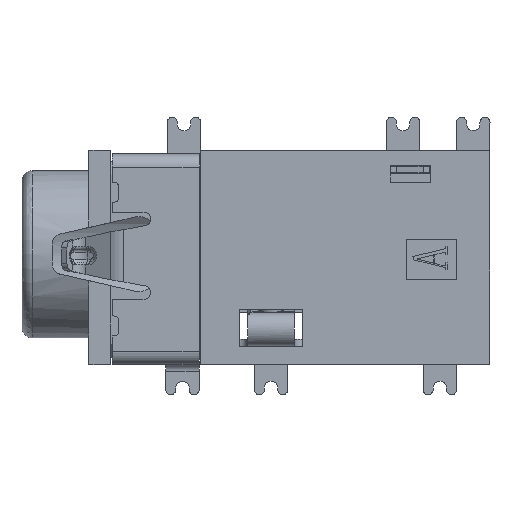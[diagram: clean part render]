
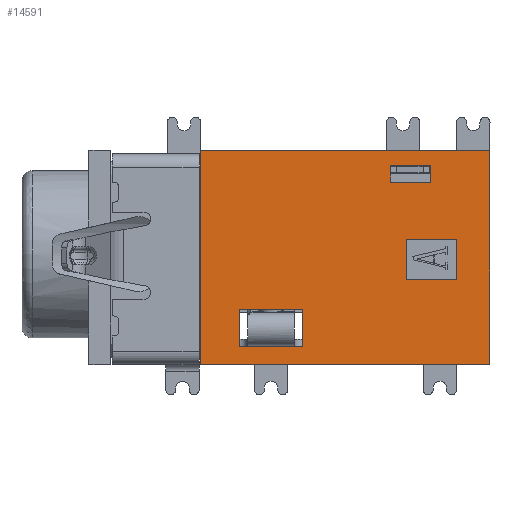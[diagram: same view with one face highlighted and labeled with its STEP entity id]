
A CAD part, top view. The second image highlights one B-rep face of the part: STEP entity #14591.
In plain terms, the highlighted planar face has unit normal (0, 0, 1).
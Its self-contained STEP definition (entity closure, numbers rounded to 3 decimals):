
#94=PLANE('',#15482);
#576=FACE_BOUND('',#4895,.T.);
#577=FACE_BOUND('',#4896,.T.);
#578=FACE_BOUND('',#4897,.T.);
#687=LINE('',#21889,#2280);
#689=LINE('',#21893,#2282);
#691=LINE('',#21897,#2284);
#693=LINE('',#21900,#2286);
#698=LINE('',#21913,#2291);
#699=LINE('',#21915,#2292);
#700=LINE('',#21917,#2293);
#701=LINE('',#21918,#2294);
#702=LINE('',#21921,#2295);
#703=LINE('',#21923,#2296);
#704=LINE('',#21925,#2297);
#705=LINE('',#21926,#2298);
#706=LINE('',#21929,#2299);
#707=LINE('',#21931,#2300);
#708=LINE('',#21933,#2301);
#709=LINE('',#21934,#2302);
#2280=VECTOR('',#16994,1000.);
#2282=VECTOR('',#16998,1000.);
#2284=VECTOR('',#17002,1000.);
#2286=VECTOR('',#17006,1000.);
#2291=VECTOR('',#17015,1000.);
#2292=VECTOR('',#17016,1000.);
#2293=VECTOR('',#17017,1000.);
#2294=VECTOR('',#17018,1000.);
#2295=VECTOR('',#17019,1000.);
#2296=VECTOR('',#17020,1000.);
#2297=VECTOR('',#17021,1000.);
#2298=VECTOR('',#17022,1000.);
#2299=VECTOR('',#17023,1000.);
#2300=VECTOR('',#17024,1000.);
#2301=VECTOR('',#17025,1000.);
#2302=VECTOR('',#17026,1000.);
#4099=FACE_OUTER_BOUND('',#4894,.T.);
#4894=EDGE_LOOP('',(#10303,#10304,#10305,#10306));
#4895=EDGE_LOOP('',(#10307,#10308,#10309,#10310));
#4896=EDGE_LOOP('',(#10311,#10312,#10313,#10314));
#4897=EDGE_LOOP('',(#10315,#10316,#10317,#10318));
#6445=VERTEX_POINT('',#21886);
#6446=VERTEX_POINT('',#21888);
#6447=VERTEX_POINT('',#21892);
#6448=VERTEX_POINT('',#21896);
#6453=VERTEX_POINT('',#21911);
#6454=VERTEX_POINT('',#21912);
#6455=VERTEX_POINT('',#21914);
#6456=VERTEX_POINT('',#21916);
#6457=VERTEX_POINT('',#21919);
#6458=VERTEX_POINT('',#21920);
#6459=VERTEX_POINT('',#21922);
#6460=VERTEX_POINT('',#21924);
#6461=VERTEX_POINT('',#21927);
#6462=VERTEX_POINT('',#21928);
#6463=VERTEX_POINT('',#21930);
#6464=VERTEX_POINT('',#21932);
#7942=EDGE_CURVE('',#6445,#6446,#687,.T.);
#7944=EDGE_CURVE('',#6447,#6446,#689,.T.);
#7946=EDGE_CURVE('',#6448,#6447,#691,.T.);
#7948=EDGE_CURVE('',#6448,#6445,#693,.T.);
#7953=EDGE_CURVE('',#6453,#6454,#698,.T.);
#7954=EDGE_CURVE('',#6455,#6453,#699,.T.);
#7955=EDGE_CURVE('',#6456,#6455,#700,.T.);
#7956=EDGE_CURVE('',#6454,#6456,#701,.T.);
#7957=EDGE_CURVE('',#6457,#6458,#702,.T.);
#7958=EDGE_CURVE('',#6459,#6457,#703,.T.);
#7959=EDGE_CURVE('',#6460,#6459,#704,.T.);
#7960=EDGE_CURVE('',#6458,#6460,#705,.T.);
#7961=EDGE_CURVE('',#6461,#6462,#706,.T.);
#7962=EDGE_CURVE('',#6463,#6462,#707,.T.);
#7963=EDGE_CURVE('',#6464,#6463,#708,.T.);
#7964=EDGE_CURVE('',#6461,#6464,#709,.T.);
#10303=ORIENTED_EDGE('',*,*,#7953,.F.);
#10304=ORIENTED_EDGE('',*,*,#7954,.F.);
#10305=ORIENTED_EDGE('',*,*,#7955,.F.);
#10306=ORIENTED_EDGE('',*,*,#7956,.F.);
#10307=ORIENTED_EDGE('',*,*,#7957,.F.);
#10308=ORIENTED_EDGE('',*,*,#7958,.F.);
#10309=ORIENTED_EDGE('',*,*,#7959,.F.);
#10310=ORIENTED_EDGE('',*,*,#7960,.F.);
#10311=ORIENTED_EDGE('',*,*,#7961,.T.);
#10312=ORIENTED_EDGE('',*,*,#7962,.F.);
#10313=ORIENTED_EDGE('',*,*,#7963,.F.);
#10314=ORIENTED_EDGE('',*,*,#7964,.F.);
#10315=ORIENTED_EDGE('',*,*,#7946,.T.);
#10316=ORIENTED_EDGE('',*,*,#7944,.T.);
#10317=ORIENTED_EDGE('',*,*,#7942,.F.);
#10318=ORIENTED_EDGE('',*,*,#7948,.F.);
#14591=ADVANCED_FACE('',(#4099,#576,#577,#578),#94,.F.);
#15482=AXIS2_PLACEMENT_3D('',#21910,#17013,#17014);
#16994=DIRECTION('',(0.,1.,0.));
#16998=DIRECTION('',(1.,0.,0.));
#17002=DIRECTION('',(0.,1.,0.));
#17006=DIRECTION('',(1.,0.,0.));
#17013=DIRECTION('center_axis',(0.,0.,
-1.));
#17014=DIRECTION('ref_axis',(0.,-1.,0.));
#17015=DIRECTION('',(0.,-1.,0.));
#17016=DIRECTION('',(1.,0.,0.));
#17017=DIRECTION('',(0.,1.,0.));
#17018=DIRECTION('',(-1.,0.,0.));
#17019=DIRECTION('',(0.,1.,0.));
#17020=DIRECTION('',(1.,0.,0.));
#17021=DIRECTION('',(0.,-1.,0.));
#17022=DIRECTION('',(-1.,0.,0.));
#17023=DIRECTION('',(0.,1.,0.));
#17024=DIRECTION('',(-1.,0.,0.));
#17025=DIRECTION('',(0.,1.,0.));
#17026=DIRECTION('',(1.,0.,0.));
#21886=CARTESIAN_POINT('',(11.045,-0.75,3.974));
#21888=CARTESIAN_POINT('',(11.045,0.45,3.974));
#21889=CARTESIAN_POINT('',(11.045,-0.15,3.974));
#21892=CARTESIAN_POINT('',(9.545,0.45,3.974));
#21893=CARTESIAN_POINT('',(10.295,0.45,3.974));
#21896=CARTESIAN_POINT('',(9.545,-0.75,3.974));
#21897=CARTESIAN_POINT('',(9.545,-0.15,3.974));
#21900=CARTESIAN_POINT('',(10.295,-0.75,3.974));
#21910=CARTESIAN_POINT('Origin',(12.218,3.228,3.974));
#21911=CARTESIAN_POINT('',(12.045,3.1,3.974));
#21912=CARTESIAN_POINT('',(12.045,-3.3,3.974));
#21913=CARTESIAN_POINT('',(12.045,-0.1,3.974));
#21914=CARTESIAN_POINT('',(3.395,3.1,3.974));
#21915=CARTESIAN_POINT('',(7.72,3.1,3.974));
#21916=CARTESIAN_POINT('',(3.395,-3.3,3.974));
#21917=CARTESIAN_POINT('',(3.395,-0.1,3.974));
#21918=CARTESIAN_POINT('',(7.72,-3.3,3.974));
#21919=CARTESIAN_POINT('',(10.275,2.15,3.974));
#21920=CARTESIAN_POINT('',(10.275,2.65,3.974));
#21921=CARTESIAN_POINT('',(10.275,-0.1,3.974));
#21922=CARTESIAN_POINT('',(9.075,2.15,3.974));
#21923=CARTESIAN_POINT('',(7.72,2.15,3.974));
#21924=CARTESIAN_POINT('',(9.075,2.65,3.974));
#21925=CARTESIAN_POINT('',(9.075,-0.1,3.974));
#21926=CARTESIAN_POINT('',(7.72,2.65,3.974));
#21927=CARTESIAN_POINT('',(4.545,-2.77,3.974));
#21928=CARTESIAN_POINT('',(4.545,-1.67,3.974));
#21929=CARTESIAN_POINT('',(4.545,-2.125,3.974));
#21930=CARTESIAN_POINT('',(6.445,-1.67,3.974));
#21931=CARTESIAN_POINT('',(7.72,-1.67,3.974));
#21932=CARTESIAN_POINT('',(6.445,-2.77,3.974));
#21933=CARTESIAN_POINT('',(6.445,-2.125,3.974));
#21934=CARTESIAN_POINT('',(7.72,-2.77,3.974));
